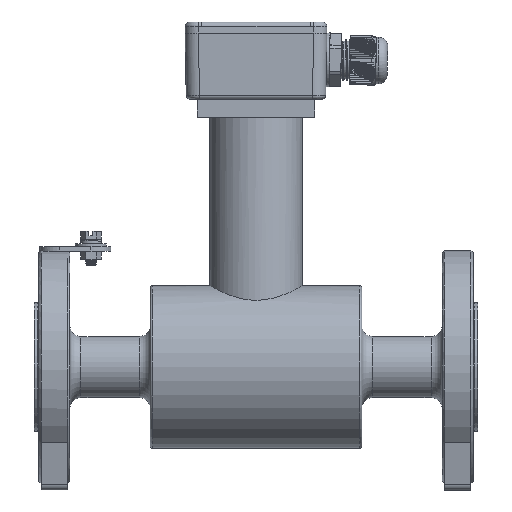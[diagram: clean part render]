
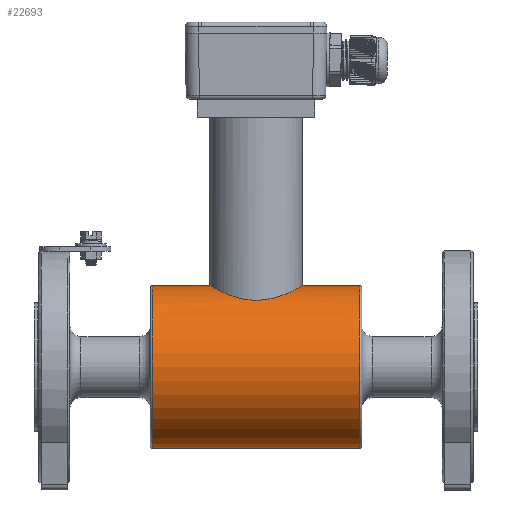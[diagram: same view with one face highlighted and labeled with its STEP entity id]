
A CAD part, left-side view. The second image highlights one B-rep face of the part: STEP entity #22693.
In plain terms, the highlighted cylindrical face has radius 36.75 mm (diameter 73.5 mm), a full revolution.
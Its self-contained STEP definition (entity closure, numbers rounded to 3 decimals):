
#783=FACE_BOUND('',#3020,.T.);
#1537=FACE_OUTER_BOUND('',#3019,.T.);
#3019=EDGE_LOOP('',(#15371,#15372,#15373,#15374));
#3020=EDGE_LOOP('',(#15375));
#4469=CIRCLE('',#24337,36.75);
#4472=CIRCLE('',#24341,36.75);
#5755=B_SPLINE_CURVE_WITH_KNOTS('',3,(#48912,#48913,#48914,#48915,#48916,
#48917,#48918,#48919,#48920,#48921,#48922,#48923,#48924,#48925,#48926,#48927,
#48928,#48929,#48930,#48931,#48932,#48933,#48934,#48935,#48936,#48937,#48938,
#48939,#48940,#48941,#48942,#48943,#48944,#48945,#48946,#48947,#48948,#48949,
#48950,#48951,#48952,#48953,#48954,#48955,#48956,#48957,#48958,#48959,#48960,
#48961,#48962,#48963,#48964,#48965,#48966,#48967,#48968,#48969,#48970,#48971,
#48972,#48973,#48974,#48975,#48976,#48977),.UNSPECIFIED.,.T.,.F.,(4,2,2,
2,2,2,2,2,2,2,2,2,2,2,2,2,2,2,2,2,2,2,2,2,2,2,2,2,2,2,2,2,4),(-13.012,
-12.604,-12.196,-11.789,-11.381,
-10.976,-10.57,-10.164,-9.759,
-9.353,-8.948,-8.542,-8.137,
-7.729,-7.321,-6.914,-6.506,
-6.098,-5.691,-5.283,-4.875,
-4.47,-4.064,-3.659,-3.253,
-2.847,-2.442,-2.036,-1.631,
-1.223,-0.815,-0.408,0.),
 .UNSPECIFIED.);
#6279=LINE('',#48910,#7673);
#7673=VECTOR('',#27703,36.75);
#9237=VERTEX_POINT('',#48902);
#9239=VERTEX_POINT('',#48908);
#9240=VERTEX_POINT('',#48911);
#11411=EDGE_CURVE('',#9237,#9237,#4469,.T.);
#11414=EDGE_CURVE('',#9239,#9239,#4472,.T.);
#11415=EDGE_CURVE('',#9239,#9237,#6279,.T.);
#11416=EDGE_CURVE('',#9240,#9240,#5755,.T.);
#15371=ORIENTED_EDGE('',*,*,#11414,.F.);
#15372=ORIENTED_EDGE('',*,*,#11415,.T.);
#15373=ORIENTED_EDGE('',*,*,#11411,.F.);
#15374=ORIENTED_EDGE('',*,*,#11415,.F.);
#15375=ORIENTED_EDGE('',*,*,#11416,.T.);
#20935=CYLINDRICAL_SURFACE('',#24340,36.75);
#22693=ADVANCED_FACE('',(#1537,#783),#20935,.T.);
#24337=AXIS2_PLACEMENT_3D('',#48903,#27693,#27694);
#24340=AXIS2_PLACEMENT_3D('',#48907,#27699,#27700);
#24341=AXIS2_PLACEMENT_3D('',#48909,#27701,#27702);
#27693=DIRECTION('center_axis',(-1.,0.,0.));
#27694=DIRECTION('ref_axis',(0.,-1.,0.));
#27699=DIRECTION('center_axis',(1.,0.,0.));
#27700=DIRECTION('ref_axis',(0.,1.,0.));
#27701=DIRECTION('center_axis',(1.,0.,0.));
#27702=DIRECTION('ref_axis',(0.,-1.,0.));
#27703=DIRECTION('',(-1.,0.,0.));
#48902=CARTESIAN_POINT('',(-46.75,-157.5,0.));
#48903=CARTESIAN_POINT('Origin',(-46.75,-120.75,0.));
#48907=CARTESIAN_POINT('Origin',(0.,-120.75,0.));
#48908=CARTESIAN_POINT('',(46.75,-157.5,0.));
#48909=CARTESIAN_POINT('Origin',(46.75,-120.75,0.));
#48910=CARTESIAN_POINT('',(0.,-157.5,0.));
#48911=CARTESIAN_POINT('',(-21.,-84.,0.));
#48912=CARTESIAN_POINT('Ctrl Pts',(0.,-90.591,
-21.));
#48913=CARTESIAN_POINT('Ctrl Pts',(1.359,-90.591,-21.));
#48914=CARTESIAN_POINT('Ctrl Pts',(2.749,-90.496,-20.866));
#48915=CARTESIAN_POINT('Ctrl Pts',(5.489,-90.126,-20.318));
#48916=CARTESIAN_POINT('Ctrl Pts',(6.84,-89.85,-19.904));
#48917=CARTESIAN_POINT('Ctrl Pts',(9.412,-89.181,-18.825));
#48918=CARTESIAN_POINT('Ctrl Pts',(10.637,-88.788,-18.158));
#48919=CARTESIAN_POINT('Ctrl Pts',(12.897,-87.966,-16.629));
#48920=CARTESIAN_POINT('Ctrl Pts',(13.932,-87.539,-15.766));
#48921=CARTESIAN_POINT('Ctrl Pts',(15.762,-86.731,-13.937));
#48922=CARTESIAN_POINT('Ctrl Pts',(16.624,-86.319,-12.904));
#48923=CARTESIAN_POINT('Ctrl Pts',(18.155,-85.555,-10.643));
#48924=CARTESIAN_POINT('Ctrl Pts',(18.823,-85.202,-9.415));
#48925=CARTESIAN_POINT('Ctrl Pts',(19.905,-84.617,-6.836));
#48926=CARTESIAN_POINT('Ctrl Pts',(20.32,-84.385,-5.482));
#48927=CARTESIAN_POINT('Ctrl Pts',(20.867,-84.076,-2.74));
#48928=CARTESIAN_POINT('Ctrl Pts',(21.,-84.,-1.352));
#48929=CARTESIAN_POINT('Ctrl Pts',(21.,-84.,1.352));
#48930=CARTESIAN_POINT('Ctrl Pts',(20.867,-84.076,2.74));
#48931=CARTESIAN_POINT('Ctrl Pts',(20.32,-84.385,5.482));
#48932=CARTESIAN_POINT('Ctrl Pts',(19.905,-84.617,6.836));
#48933=CARTESIAN_POINT('Ctrl Pts',(18.823,-85.202,9.415));
#48934=CARTESIAN_POINT('Ctrl Pts',(18.155,-85.555,10.643));
#48935=CARTESIAN_POINT('Ctrl Pts',(16.624,-86.319,12.904));
#48936=CARTESIAN_POINT('Ctrl Pts',(15.762,-86.731,13.937));
#48937=CARTESIAN_POINT('Ctrl Pts',(13.932,-87.539,15.766));
#48938=CARTESIAN_POINT('Ctrl Pts',(12.897,-87.966,16.629));
#48939=CARTESIAN_POINT('Ctrl Pts',(10.637,-88.788,18.158));
#48940=CARTESIAN_POINT('Ctrl Pts',(9.412,-89.181,18.825));
#48941=CARTESIAN_POINT('Ctrl Pts',(6.84,-89.85,19.904));
#48942=CARTESIAN_POINT('Ctrl Pts',(5.489,-90.126,20.318));
#48943=CARTESIAN_POINT('Ctrl Pts',(2.749,-90.496,20.866));
#48944=CARTESIAN_POINT('Ctrl Pts',(1.359,-90.591,21.));
#48945=CARTESIAN_POINT('Ctrl Pts',(-1.359,-90.591,21.));
#48946=CARTESIAN_POINT('Ctrl Pts',(-2.749,-90.496,
20.866));
#48947=CARTESIAN_POINT('Ctrl Pts',(-5.489,-90.126,
20.318));
#48948=CARTESIAN_POINT('Ctrl Pts',(-6.84,-89.85,
19.904));
#48949=CARTESIAN_POINT('Ctrl Pts',(-9.412,-89.181,
18.825));
#48950=CARTESIAN_POINT('Ctrl Pts',(-10.637,-88.788,
18.158));
#48951=CARTESIAN_POINT('Ctrl Pts',(-12.897,-87.966,
16.629));
#48952=CARTESIAN_POINT('Ctrl Pts',(-13.932,-87.539,
15.766));
#48953=CARTESIAN_POINT('Ctrl Pts',(-15.762,-86.731,
13.937));
#48954=CARTESIAN_POINT('Ctrl Pts',(-16.624,-86.319,
12.904));
#48955=CARTESIAN_POINT('Ctrl Pts',(-18.155,-85.555,
10.643));
#48956=CARTESIAN_POINT('Ctrl Pts',(-18.823,-85.202,
9.415));
#48957=CARTESIAN_POINT('Ctrl Pts',(-19.905,-84.617,
6.836));
#48958=CARTESIAN_POINT('Ctrl Pts',(-20.32,-84.385,
5.482));
#48959=CARTESIAN_POINT('Ctrl Pts',(-20.867,-84.076,
2.74));
#48960=CARTESIAN_POINT('Ctrl Pts',(-21.,-84.,1.352));
#48961=CARTESIAN_POINT('Ctrl Pts',(-21.,-84.,-1.352));
#48962=CARTESIAN_POINT('Ctrl Pts',(-20.867,-84.076,
-2.74));
#48963=CARTESIAN_POINT('Ctrl Pts',(-20.32,-84.385,
-5.482));
#48964=CARTESIAN_POINT('Ctrl Pts',(-19.905,-84.617,
-6.836));
#48965=CARTESIAN_POINT('Ctrl Pts',(-18.823,-85.202,
-9.415));
#48966=CARTESIAN_POINT('Ctrl Pts',(-18.155,-85.555,
-10.643));
#48967=CARTESIAN_POINT('Ctrl Pts',(-16.624,-86.319,
-12.904));
#48968=CARTESIAN_POINT('Ctrl Pts',(-15.762,-86.731,
-13.937));
#48969=CARTESIAN_POINT('Ctrl Pts',(-13.932,-87.539,
-15.766));
#48970=CARTESIAN_POINT('Ctrl Pts',(-12.897,-87.966,-16.629));
#48971=CARTESIAN_POINT('Ctrl Pts',(-10.637,-88.788,
-18.158));
#48972=CARTESIAN_POINT('Ctrl Pts',(-9.412,-89.181,
-18.825));
#48973=CARTESIAN_POINT('Ctrl Pts',(-6.84,-89.85,
-19.904));
#48974=CARTESIAN_POINT('Ctrl Pts',(-5.489,-90.126,
-20.318));
#48975=CARTESIAN_POINT('Ctrl Pts',(-2.749,-90.496,
-20.866));
#48976=CARTESIAN_POINT('Ctrl Pts',(-1.359,-90.591,-21.));
#48977=CARTESIAN_POINT('Ctrl Pts',(0.,-90.591,
-21.));
